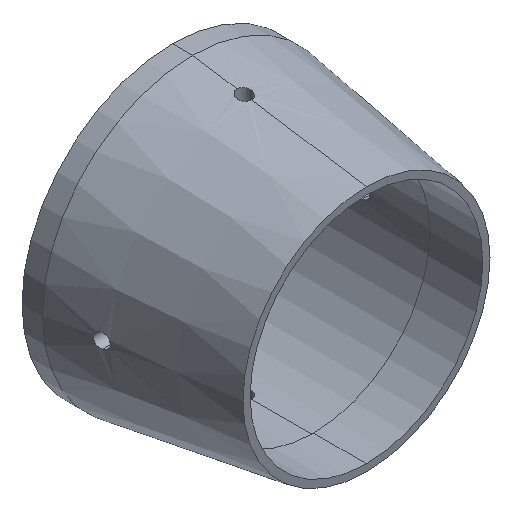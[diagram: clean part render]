
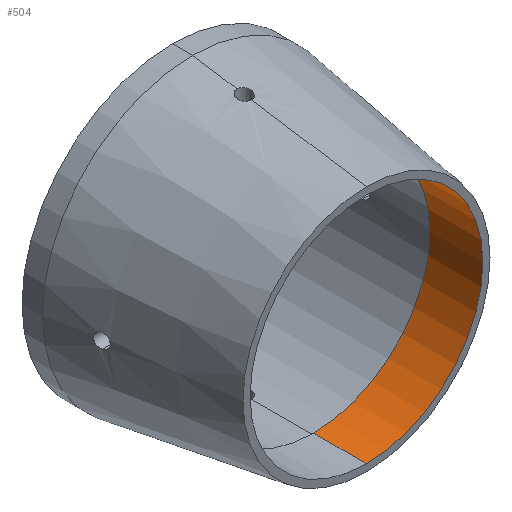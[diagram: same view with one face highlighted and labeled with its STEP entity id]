
A CAD part, isometric view. The second image highlights one B-rep face of the part: STEP entity #504.
In plain terms, the highlighted cylindrical face has radius 21.78 mm (diameter 43.561 mm), a partial arc.
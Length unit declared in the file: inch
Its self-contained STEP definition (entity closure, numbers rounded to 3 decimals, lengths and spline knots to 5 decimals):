
#63 = VERTEX_POINT ( 'NONE', #571 ) ;
#88 = CARTESIAN_POINT ( 'NONE',  ( 0., 0., 0. ) ) ;
#100 = EDGE_LOOP ( 'NONE', ( #908, #204, #523, #266 ) ) ;
#138 = VERTEX_POINT ( 'NONE', #829 ) ;
#160 = DIRECTION ( 'NONE',  ( 0., 0., -1. ) ) ;
#201 = AXIS2_PLACEMENT_3D ( 'NONE', #256, #856, #160 ) ;
#204 = ORIENTED_EDGE ( 'NONE', *, *, #209, .F. ) ;
#209 = EDGE_CURVE ( 'NONE', #138, #63, #448, .T. ) ;
#228 = CARTESIAN_POINT ( 'NONE',  ( 0., 0., -0.8575 ) ) ;
#232 = DIRECTION ( 'NONE',  ( 0., 0., -1. ) ) ;
#239 = AXIS2_PLACEMENT_3D ( 'NONE', #660, #847, #232 ) ;
#256 = CARTESIAN_POINT ( 'NONE',  ( 0., 0.39, 0. ) ) ;
#257 = VERTEX_POINT ( 'NONE', #842 ) ;
#266 = ORIENTED_EDGE ( 'NONE', *, *, #332, .T. ) ;
#275 = DIRECTION ( 'NONE',  ( 0., -1., 0. ) ) ;
#276 = CIRCLE ( 'NONE', #609, 0.8575 ) ;
#320 = LINE ( 'NONE', #582, #720 ) ;
#326 = FACE_OUTER_BOUND ( 'NONE', #100, .T. ) ;
#332 = EDGE_CURVE ( 'NONE', #750, #257, #276, .T. ) ;
#448 = CIRCLE ( 'NONE', #201, 0.8575 ) ;
#504 = ADVANCED_FACE ( 'NONE', ( #326 ), #1067, .F. ) ;
#523 = ORIENTED_EDGE ( 'NONE', *, *, #708, .T. ) ;
#536 = VECTOR ( 'NONE', #275, 39.37008 ) ;
#571 = CARTESIAN_POINT ( 'NONE',  ( 0., 0.39, 0.8575 ) ) ;
#578 = EDGE_CURVE ( 'NONE', #63, #257, #899, .T. ) ;
#582 = CARTESIAN_POINT ( 'NONE',  ( 0., 0.39, -0.8575 ) ) ;
#608 = DIRECTION ( 'NONE',  ( 0., 0., -1. ) ) ;
#609 = AXIS2_PLACEMENT_3D ( 'NONE', #88, #871, #608 ) ;
#660 = CARTESIAN_POINT ( 'NONE',  ( 0., 0.39, 0. ) ) ;
#708 = EDGE_CURVE ( 'NONE', #138, #750, #320, .T. ) ;
#720 = VECTOR ( 'NONE', #1002, 39.37008 ) ;
#750 = VERTEX_POINT ( 'NONE', #228 ) ;
#803 = CARTESIAN_POINT ( 'NONE',  ( 0., 0.39, 0.8575 ) ) ;
#829 = CARTESIAN_POINT ( 'NONE',  ( 0., 0.39, -0.8575 ) ) ;
#842 = CARTESIAN_POINT ( 'NONE',  ( 0., 0., 0.8575 ) ) ;
#847 = DIRECTION ( 'NONE',  ( 0., -1., 0. ) ) ;
#856 = DIRECTION ( 'NONE',  ( 0., -1., 0. ) ) ;
#871 = DIRECTION ( 'NONE',  ( 0., -1., 0. ) ) ;
#899 = LINE ( 'NONE', #803, #536 ) ;
#908 = ORIENTED_EDGE ( 'NONE', *, *, #578, .F. ) ;
#1002 = DIRECTION ( 'NONE',  ( 0., -1., 0. ) ) ;
#1067 = CYLINDRICAL_SURFACE ( 'NONE', #239, 0.8575 ) ;
